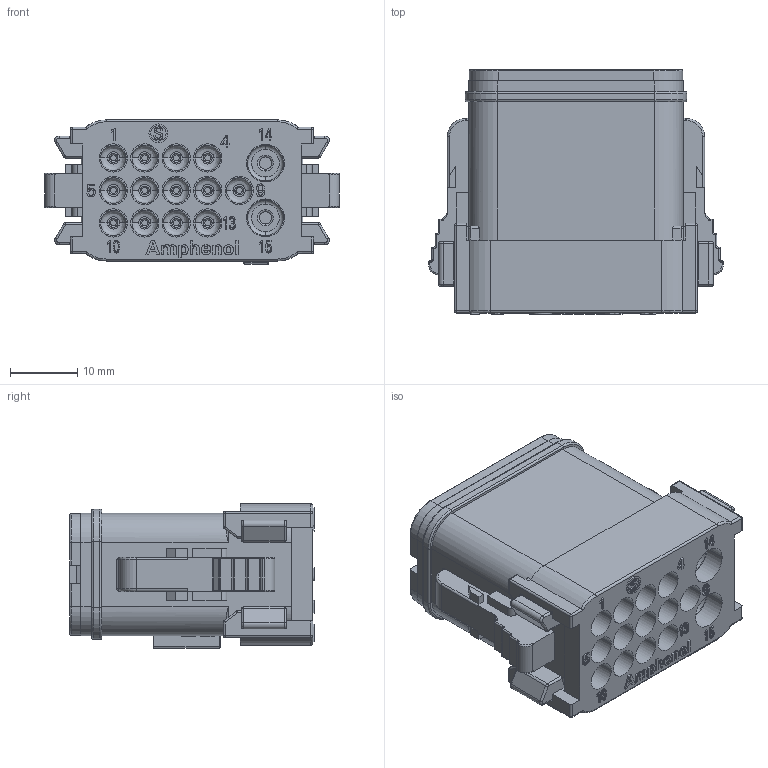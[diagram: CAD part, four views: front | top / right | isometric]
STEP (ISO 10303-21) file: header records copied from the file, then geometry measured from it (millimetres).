
FILE_DESCRIPTION((''),'2;1');
FILE_NAME('26-54591-15-A','2021-06-18T',('Louie.Yin'),(''),'PRO/ENGINEER BY PARAMETRIC TECHNOLOGY CORPORATION, 2016360','PRO/ENGINEER BY PARAMETRIC TECHNOLOGY CORPORATION, 2016360','');
FILE_SCHEMA(('CONFIG_CONTROL_DESIGN'));
Length unit declared in the file: millimetre
Products named in the file (1): 26-54591-15-A
Bounding box: 43.8 x 36.33 x 21.44 mm (x, y, z)
Volume: 22039.3 mm3; surface area: 6957.6 mm2
Topology: 1 solids, 3 shells, 1483 faces, 3731 edges, 2380 vertices
Faces by surface type: plane 579, extrusion 405, cylinder 299, torus 90, bspline 42, sphere 38, cone 30
Entity records: 46827 total; most frequent: CARTESIAN_POINT 12416, ORIENTED_EDGE 7462, DIRECTION 6190, EDGE_CURVE 3731, VECTOR 2450, VERTEX_POINT 2380, LINE 2045, AXIS2_PLACEMENT_3D 1870
